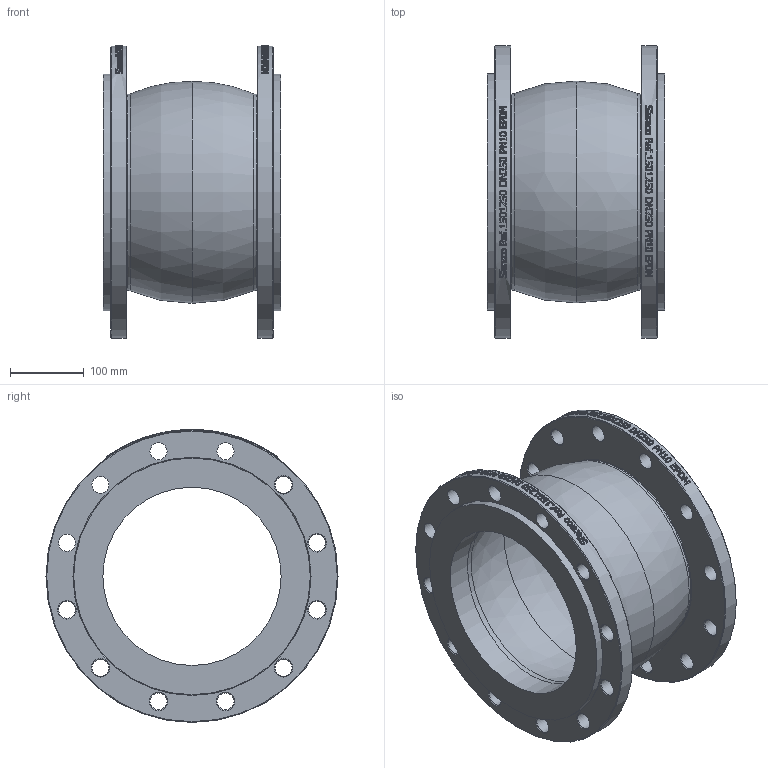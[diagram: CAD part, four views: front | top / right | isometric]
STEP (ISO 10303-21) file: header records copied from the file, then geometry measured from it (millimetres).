
FILE_DESCRIPTION(/* description */ ('1501250'),/* implementation_level */ '2;1');
FILE_NAME(/* name */ '1501250.stp',/* time_stamp */ '2019-02-21T10:35:40+01:00',/* author */ ('jmorand'),/* organization */ ('Sferaco'),/* preprocessor_version */ 'ST-DEVELOPER v17',/* originating_system */ 'Autodesk Inventor 2019',/* authorisation */ '');
FILE_SCHEMA (('AUTOMOTIVE_DESIGN { 1 0 10303 214 3 1 1 }'));
Products named in the file (1): 1501250_bd
Bounding box: 240 x 395 x 396 mm (x, y, z)
Volume: 5735764.7 mm3; surface area: 919795.4 mm2
Topology: 3 solids, 3 shells, 1084 faces, 2964 edges, 1976 vertices
Faces by surface type: bspline 506, plane 408, cylinder 124, cone 42, torus 4
Full cylindrical faces by diameter (mm): 23 x24, 241 x2, 265 x4, 320 x4, 395 x2
Entity records: 48312 total; most frequent: CARTESIAN_POINT 22469, ORIENTED_EDGE 5928, DIRECTION 3702, EDGE_CURVE 2964, VERTEX_POINT 1976, LINE 1368, VECTOR 1368, EDGE_LOOP 1228
